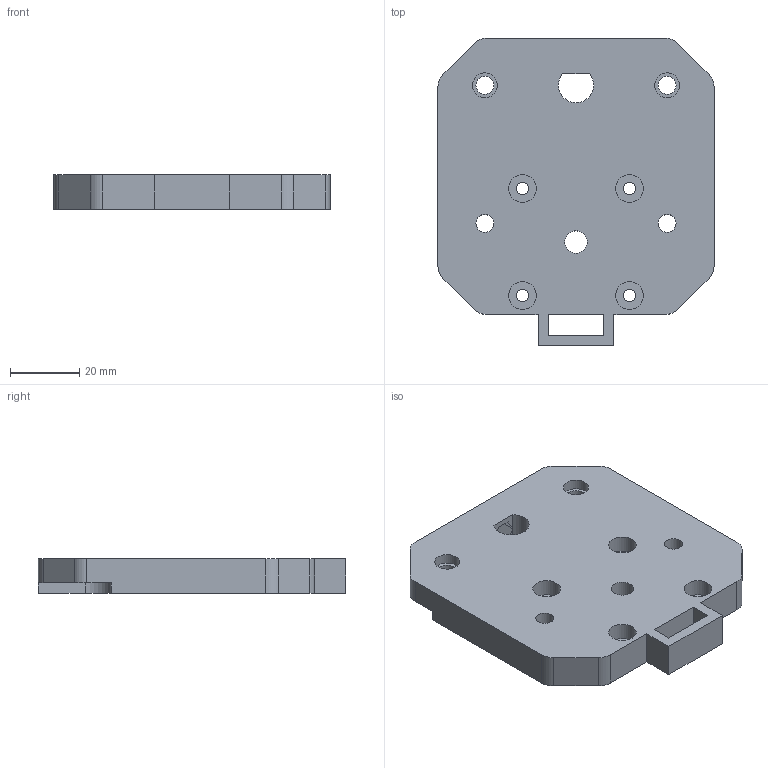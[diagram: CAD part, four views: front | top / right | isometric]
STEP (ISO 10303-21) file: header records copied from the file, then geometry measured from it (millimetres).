
FILE_DESCRIPTION(/* description */ (''),/* implementation_level */ '2;1');
FILE_NAME(/* name */ 'Halter Linearachse Motor v5.step',/* time_stamp */ '2025-04-10T12:59:47+02:00',/* author */ (''),/* organization */ (''),/* preprocessor_version */ 'ST-DEVELOPER v20.1',/* originating_system */ 'Autodesk Translation Framework v14.4.0.0',/* authorisation */ '');
FILE_SCHEMA (('AUTOMOTIVE_DESIGN { 1 0 10303 214 3 1 1 }'));
Length unit declared in the file: millimetre
Products named in the file (1): Halter Linearachse Motor
Bounding box: 80 x 89 x 10 mm (x, y, z)
Volume: 55506.9 mm3; surface area: 17644.6 mm2
Topology: 1 solids, 1 shells, 68 faces, 173 edges, 114 vertices
Faces by surface type: plane 40, cylinder 28
Full cylindrical faces by diameter (mm): 3.5 x4, 4.5 x1, 5.2 x4, 6.5 x1, 7.2 x2, 8 x4, 22.2 x1
Entity records: 2142 total; most frequent: DIRECTION 367, CARTESIAN_POINT 356, ORIENTED_EDGE 346, EDGE_CURVE 173, AXIS2_PLACEMENT_3D 125, LINE 117, VECTOR 117, VERTEX_POINT 114
